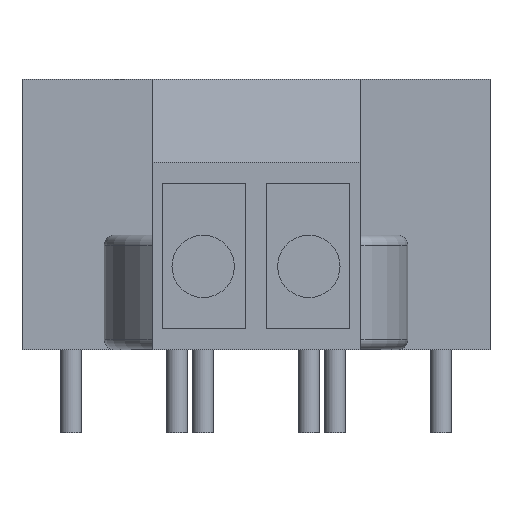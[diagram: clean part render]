
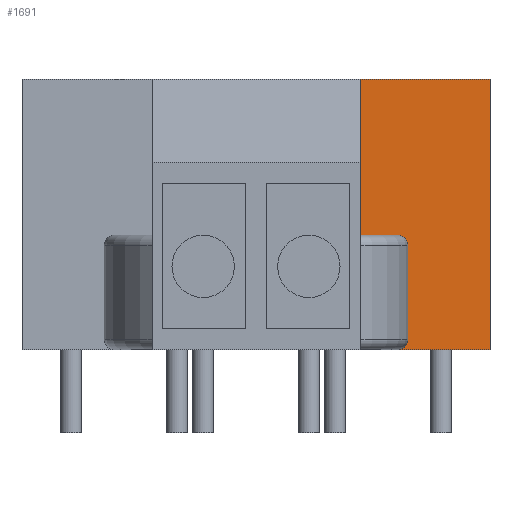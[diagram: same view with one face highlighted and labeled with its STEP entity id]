
A CAD part, front view. The second image highlights one B-rep face of the part: STEP entity #1691.
In plain terms, the highlighted planar face has unit normal (0, -1, 0).
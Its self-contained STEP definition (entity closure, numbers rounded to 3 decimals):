
#146=LINE('',#2738,#289);
#150=LINE('',#2753,#293);
#155=LINE('',#2776,#298);
#158=LINE('',#2781,#301);
#289=VECTOR('',#2225,10.);
#293=VECTOR('',#2239,10.);
#298=VECTOR('',#2270,10.);
#301=VECTOR('',#2275,10.);
#451=PLANE('',#1881);
#552=FACE_OUTER_BOUND('',#681,.T.);
#681=EDGE_LOOP('',(#1446,#1447,#1448,#1449));
#899=VERTEX_POINT('',#2735);
#900=VERTEX_POINT('',#2737);
#906=VERTEX_POINT('',#2751);
#911=VERTEX_POINT('',#2775);
#1085=EDGE_CURVE('',#899,#900,#146,.T.);
#1093=EDGE_CURVE('',#906,#899,#150,.T.);
#1102=EDGE_CURVE('',#911,#900,#155,.T.);
#1105=EDGE_CURVE('',#911,#906,#158,.T.);
#1446=ORIENTED_EDGE('',*,*,#1105,.F.);
#1447=ORIENTED_EDGE('',*,*,#1102,.T.);
#1448=ORIENTED_EDGE('',*,*,#1085,.F.);
#1449=ORIENTED_EDGE('',*,*,#1093,.F.);
#1691=ADVANCED_FACE('',(#552),#451,.T.);
#1881=AXIS2_PLACEMENT_3D('',#2780,#2273,#2274);
#2225=DIRECTION('',(1.,0.,0.));
#2239=DIRECTION('',(0.,0.,1.));
#2270=DIRECTION('',(0.,0.,1.));
#2273=DIRECTION('center_axis',(0.,-1.,0.));
#2274=DIRECTION('ref_axis',(1.,0.,0.));
#2275=DIRECTION('',(-1.,0.,0.));
#2735=CARTESIAN_POINT('',(1.25,8.25,13.));
#2737=CARTESIAN_POINT('',(11.25,8.25,13.));
#2738=CARTESIAN_POINT('',(11.25,8.25,13.));
#2751=CARTESIAN_POINT('',(1.25,8.25,0.));
#2753=CARTESIAN_POINT('',(1.25,8.25,0.));
#2775=CARTESIAN_POINT('',(11.25,8.25,0.));
#2776=CARTESIAN_POINT('',(11.25,8.25,0.));
#2780=CARTESIAN_POINT('Origin',(1.25,8.25,0.));
#2781=CARTESIAN_POINT('',(11.25,8.25,0.));
